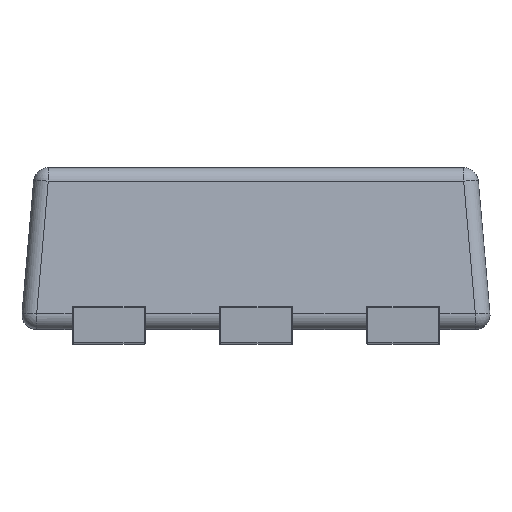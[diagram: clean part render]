
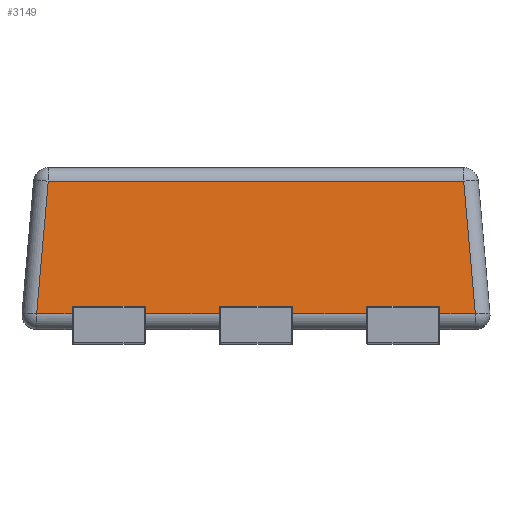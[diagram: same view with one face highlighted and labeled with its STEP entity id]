
A CAD part, front view. The second image highlights one B-rep face of the part: STEP entity #3149.
In plain terms, the highlighted planar face has unit normal (0, -0.996, 0.087).
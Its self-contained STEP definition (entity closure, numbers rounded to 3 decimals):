
#188=(
BOUNDED_CURVE()
B_SPLINE_CURVE(3,(#4574,#4575,#4576,#4577),.UNSPECIFIED.,.F.,.F.)
B_SPLINE_CURVE_WITH_KNOTS((4,4),(4.712,6.283),
 .UNSPECIFIED.)
CURVE()
GEOMETRIC_REPRESENTATION_ITEM()
RATIONAL_B_SPLINE_CURVE((1.,0.805,0.805,1.))
REPRESENTATION_ITEM('')
);
#189=(
BOUNDED_CURVE()
B_SPLINE_CURVE(3,(#4580,#4581,#4582,#4583),.UNSPECIFIED.,.F.,.F.)
B_SPLINE_CURVE_WITH_KNOTS((4,4),(3.142,4.712),
 .UNSPECIFIED.)
CURVE()
GEOMETRIC_REPRESENTATION_ITEM()
RATIONAL_B_SPLINE_CURVE((1.,0.805,0.805,1.))
REPRESENTATION_ITEM('')
);
#190=(
BOUNDED_CURVE()
B_SPLINE_CURVE(3,(#4585,#4586,#4587,#4588),.UNSPECIFIED.,.F.,.F.)
B_SPLINE_CURVE_WITH_KNOTS((4,4),(4.712,6.283),
 .UNSPECIFIED.)
CURVE()
GEOMETRIC_REPRESENTATION_ITEM()
RATIONAL_B_SPLINE_CURVE((1.,0.805,0.805,1.))
REPRESENTATION_ITEM('')
);
#191=(
BOUNDED_CURVE()
B_SPLINE_CURVE(3,(#4591,#4592,#4593,#4594),.UNSPECIFIED.,.F.,.F.)
B_SPLINE_CURVE_WITH_KNOTS((4,4),(3.142,4.712),
 .UNSPECIFIED.)
CURVE()
GEOMETRIC_REPRESENTATION_ITEM()
RATIONAL_B_SPLINE_CURVE((1.,0.805,0.805,1.))
REPRESENTATION_ITEM('')
);
#192=(
BOUNDED_CURVE()
B_SPLINE_CURVE(3,(#4601,#4602,#4603,#4604),.UNSPECIFIED.,.F.,.F.)
B_SPLINE_CURVE_WITH_KNOTS((4,4),(4.712,6.283),
 .UNSPECIFIED.)
CURVE()
GEOMETRIC_REPRESENTATION_ITEM()
RATIONAL_B_SPLINE_CURVE((1.,0.805,0.805,1.))
REPRESENTATION_ITEM('')
);
#193=(
BOUNDED_CURVE()
B_SPLINE_CURVE(3,(#4607,#4608,#4609,#4610),.UNSPECIFIED.,.F.,.F.)
B_SPLINE_CURVE_WITH_KNOTS((4,4),(3.142,4.712),
 .UNSPECIFIED.)
CURVE()
GEOMETRIC_REPRESENTATION_ITEM()
RATIONAL_B_SPLINE_CURVE((1.,0.805,0.805,1.))
REPRESENTATION_ITEM('')
);
#306=LINE('',#4390,#498);
#316=LINE('',#4410,#508);
#317=LINE('',#4415,#509);
#318=LINE('',#4418,#510);
#328=LINE('',#4438,#520);
#329=LINE('',#4445,#521);
#369=LINE('',#4544,#561);
#370=LINE('',#4548,#562);
#380=LINE('',#4568,#572);
#381=LINE('',#4571,#573);
#382=LINE('',#4579,#574);
#383=LINE('',#4590,#575);
#384=LINE('',#4596,#576);
#385=LINE('',#4598,#577);
#386=LINE('',#4599,#578);
#387=LINE('',#4606,#579);
#498=VECTOR('',#3621,100.);
#508=VECTOR('',#3635,100.);
#509=VECTOR('',#3642,100.);
#510=VECTOR('',#3645,100.);
#520=VECTOR('',#3659,100.);
#521=VECTOR('',#3668,100.);
#561=VECTOR('',#3758,100.);
#562=VECTOR('',#3763,100.);
#572=VECTOR('',#3777,100.);
#573=VECTOR('',#3782,100.);
#574=VECTOR('',#3785,100.);
#575=VECTOR('',#3786,100.);
#576=VECTOR('',#3787,100.);
#577=VECTOR('',#3788,100.);
#578=VECTOR('',#3789,100.);
#579=VECTOR('',#3790,100.);
#681=PLANE('',#3345);
#747=FACE_OUTER_BOUND('',#905,.T.);
#905=EDGE_LOOP('',(#2152,#2153,#2154,#2155,#2156,#2157,#2158,#2159,#2160,
#2161,#2162,#2163,#2164,#2165,#2166,#2167,#2168,#2169,#2170,#2171,#2172,
#2173));
#1187=VERTEX_POINT('',#4387);
#1188=VERTEX_POINT('',#4389);
#1195=VERTEX_POINT('',#4407);
#1196=VERTEX_POINT('',#4409);
#1197=VERTEX_POINT('',#4413);
#1198=VERTEX_POINT('',#4417);
#1205=VERTEX_POINT('',#4435);
#1206=VERTEX_POINT('',#4437);
#1207=VERTEX_POINT('',#4441);
#1241=VERTEX_POINT('',#4541);
#1242=VERTEX_POINT('',#4543);
#1243=VERTEX_POINT('',#4547);
#1250=VERTEX_POINT('',#4565);
#1251=VERTEX_POINT('',#4567);
#1252=VERTEX_POINT('',#4573);
#1253=VERTEX_POINT('',#4578);
#1254=VERTEX_POINT('',#4584);
#1255=VERTEX_POINT('',#4589);
#1256=VERTEX_POINT('',#4595);
#1257=VERTEX_POINT('',#4597);
#1258=VERTEX_POINT('',#4600);
#1259=VERTEX_POINT('',#4605);
#1525=EDGE_CURVE('',#1187,#1188,#306,.T.);
#1535=EDGE_CURVE('',#1195,#1196,#316,.T.);
#1538=EDGE_CURVE('',#1196,#1197,#317,.T.);
#1539=EDGE_CURVE('',#1197,#1198,#318,.T.);
#1549=EDGE_CURVE('',#1205,#1206,#328,.T.);
#1553=EDGE_CURVE('',#1206,#1207,#329,.T.);
#1602=EDGE_CURVE('',#1241,#1242,#369,.T.);
#1604=EDGE_CURVE('',#1242,#1243,#370,.T.);
#1614=EDGE_CURVE('',#1250,#1251,#380,.T.);
#1616=EDGE_CURVE('',#1251,#1187,#381,.T.);
#1617=EDGE_CURVE('',#1195,#1252,#188,.T.);
#1618=EDGE_CURVE('',#1252,#1253,#382,.T.);
#1619=EDGE_CURVE('',#1253,#1188,#189,.T.);
#1620=EDGE_CURVE('',#1250,#1254,#190,.T.);
#1621=EDGE_CURVE('',#1254,#1255,#383,.T.);
#1622=EDGE_CURVE('',#1255,#1243,#191,.T.);
#1623=EDGE_CURVE('',#1241,#1256,#384,.T.);
#1624=EDGE_CURVE('',#1256,#1257,#385,.T.);
#1625=EDGE_CURVE('',#1257,#1207,#386,.T.);
#1626=EDGE_CURVE('',#1205,#1258,#192,.T.);
#1627=EDGE_CURVE('',#1258,#1259,#387,.T.);
#1628=EDGE_CURVE('',#1259,#1198,#193,.T.);
#2152=ORIENTED_EDGE('',*,*,#1617,.T.);
#2153=ORIENTED_EDGE('',*,*,#1618,.T.);
#2154=ORIENTED_EDGE('',*,*,#1619,.T.);
#2155=ORIENTED_EDGE('',*,*,#1525,.F.);
#2156=ORIENTED_EDGE('',*,*,#1616,.F.);
#2157=ORIENTED_EDGE('',*,*,#1614,.F.);
#2158=ORIENTED_EDGE('',*,*,#1620,.T.);
#2159=ORIENTED_EDGE('',*,*,#1621,.T.);
#2160=ORIENTED_EDGE('',*,*,#1622,.T.);
#2161=ORIENTED_EDGE('',*,*,#1604,.F.);
#2162=ORIENTED_EDGE('',*,*,#1602,.F.);
#2163=ORIENTED_EDGE('',*,*,#1623,.T.);
#2164=ORIENTED_EDGE('',*,*,#1624,.T.);
#2165=ORIENTED_EDGE('',*,*,#1625,.T.);
#2166=ORIENTED_EDGE('',*,*,#1553,.F.);
#2167=ORIENTED_EDGE('',*,*,#1549,.F.);
#2168=ORIENTED_EDGE('',*,*,#1626,.T.);
#2169=ORIENTED_EDGE('',*,*,#1627,.T.);
#2170=ORIENTED_EDGE('',*,*,#1628,.T.);
#2171=ORIENTED_EDGE('',*,*,#1539,.F.);
#2172=ORIENTED_EDGE('',*,*,#1538,.F.);
#2173=ORIENTED_EDGE('',*,*,#1535,.F.);
#3149=ADVANCED_FACE('',(#747),#681,.T.);
#3345=AXIS2_PLACEMENT_3D('',#4572,#3783,#3784);
#3621=DIRECTION('',(0.,0.087,0.996));
#3635=DIRECTION('',(0.,-0.087,-0.996));
#3642=DIRECTION('',(-1.,0.,0.));
#3645=DIRECTION('',(0.,0.087,0.996));
#3659=DIRECTION('',(0.,-0.087,-0.996));
#3668=DIRECTION('',(-1.,0.,0.));
#3758=DIRECTION('',(-1.,0.,0.));
#3763=DIRECTION('',(0.,0.087,0.996));
#3777=DIRECTION('',(0.,-0.087,-0.996));
#3782=DIRECTION('',(-1.,0.,0.));
#3783=DIRECTION('center_axis',(0.,-0.996,0.087));
#3784=DIRECTION('ref_axis',(0.,-0.087,-0.996));
#3785=DIRECTION('',(1.,0.,0.));
#3786=DIRECTION('',(1.,0.,0.));
#3787=DIRECTION('',(-0.087,0.087,0.992));
#3788=DIRECTION('',(-1.,0.,0.));
#3789=DIRECTION('',(-0.087,-0.087,-0.992));
#3790=DIRECTION('',(1.,0.,0.));
#4387=CARTESIAN_POINT('',(0.125,-0.595,0.104));
#4389=CARTESIAN_POINT('',(0.125,-0.593,0.125));
#4390=CARTESIAN_POINT('',(0.125,-0.595,0.104));
#4407=CARTESIAN_POINT('',(-0.125,-0.593,0.125));
#4409=CARTESIAN_POINT('',(-0.125,-0.595,0.104));
#4410=CARTESIAN_POINT('',(-0.125,-0.593,0.125));
#4413=CARTESIAN_POINT('',(-0.375,-0.595,0.104));
#4415=CARTESIAN_POINT('',(0.,-0.595,0.104));
#4417=CARTESIAN_POINT('',(-0.375,-0.593,0.125));
#4418=CARTESIAN_POINT('',(-0.375,-0.595,0.104));
#4435=CARTESIAN_POINT('',(-0.625,-0.593,0.125));
#4437=CARTESIAN_POINT('',(-0.625,-0.595,0.104));
#4438=CARTESIAN_POINT('',(-0.625,-0.593,0.125));
#4441=CARTESIAN_POINT('',(-0.745,-0.595,0.104));
#4445=CARTESIAN_POINT('',(0.,-0.595,0.104));
#4541=CARTESIAN_POINT('',(0.745,-0.595,0.104));
#4543=CARTESIAN_POINT('',(0.625,-0.595,0.104));
#4544=CARTESIAN_POINT('',(0.,-0.595,0.104));
#4547=CARTESIAN_POINT('',(0.625,-0.593,0.125));
#4548=CARTESIAN_POINT('',(0.625,-0.595,0.104));
#4565=CARTESIAN_POINT('',(0.375,-0.593,0.125));
#4567=CARTESIAN_POINT('',(0.375,-0.595,0.104));
#4568=CARTESIAN_POINT('',(0.375,-0.593,0.125));
#4571=CARTESIAN_POINT('',(0.,-0.595,0.104));
#4572=CARTESIAN_POINT('Origin',(0.,-0.6,0.05));
#4573=CARTESIAN_POINT('',(-0.12,-0.593,0.13));
#4574=CARTESIAN_POINT('Ctrl Pts',(-0.125,-0.593,0.125));
#4575=CARTESIAN_POINT('Ctrl Pts',(-0.125,-0.593,0.128));
#4576=CARTESIAN_POINT('Ctrl Pts',(-0.123,-0.593,
0.13));
#4577=CARTESIAN_POINT('Ctrl Pts',(-0.12,-0.593,0.13));
#4578=CARTESIAN_POINT('',(0.12,-0.593,0.13));
#4579=CARTESIAN_POINT('',(0.,-0.593,0.13));
#4580=CARTESIAN_POINT('Ctrl Pts',(0.12,-0.593,0.13));
#4581=CARTESIAN_POINT('Ctrl Pts',(0.123,-0.593,
0.13));
#4582=CARTESIAN_POINT('Ctrl Pts',(0.125,-0.593,0.128));
#4583=CARTESIAN_POINT('Ctrl Pts',(0.125,-0.593,0.125));
#4584=CARTESIAN_POINT('',(0.38,-0.593,0.13));
#4585=CARTESIAN_POINT('Ctrl Pts',(0.375,-0.593,0.125));
#4586=CARTESIAN_POINT('Ctrl Pts',(0.375,-0.593,0.128));
#4587=CARTESIAN_POINT('Ctrl Pts',(0.377,-0.593,
0.13));
#4588=CARTESIAN_POINT('Ctrl Pts',(0.38,-0.593,0.13));
#4589=CARTESIAN_POINT('',(0.62,-0.593,0.13));
#4590=CARTESIAN_POINT('',(0.,-0.593,0.13));
#4591=CARTESIAN_POINT('Ctrl Pts',(0.62,-0.593,0.13));
#4592=CARTESIAN_POINT('Ctrl Pts',(0.623,-0.593,
0.13));
#4593=CARTESIAN_POINT('Ctrl Pts',(0.625,-0.593,0.128));
#4594=CARTESIAN_POINT('Ctrl Pts',(0.625,-0.593,0.125));
#4595=CARTESIAN_POINT('',(0.706,-0.556,0.554));
#4596=CARTESIAN_POINT('',(0.745,-0.595,0.104));
#4597=CARTESIAN_POINT('',(-0.706,-0.556,0.554));
#4598=CARTESIAN_POINT('',(0.,-0.556,0.554));
#4599=CARTESIAN_POINT('',(-0.706,-0.556,0.554));
#4600=CARTESIAN_POINT('',(-0.62,-0.593,0.13));
#4601=CARTESIAN_POINT('Ctrl Pts',(-0.625,-0.593,0.125));
#4602=CARTESIAN_POINT('Ctrl Pts',(-0.625,-0.593,0.128));
#4603=CARTESIAN_POINT('Ctrl Pts',(-0.623,-0.593,
0.13));
#4604=CARTESIAN_POINT('Ctrl Pts',(-0.62,-0.593,0.13));
#4605=CARTESIAN_POINT('',(-0.38,-0.593,0.13));
#4606=CARTESIAN_POINT('',(0.,-0.593,0.13));
#4607=CARTESIAN_POINT('Ctrl Pts',(-0.38,-0.593,0.13));
#4608=CARTESIAN_POINT('Ctrl Pts',(-0.377,-0.593,
0.13));
#4609=CARTESIAN_POINT('Ctrl Pts',(-0.375,-0.593,0.128));
#4610=CARTESIAN_POINT('Ctrl Pts',(-0.375,-0.593,0.125));
